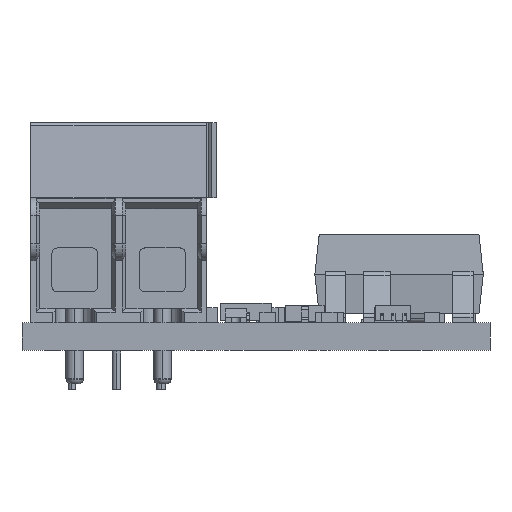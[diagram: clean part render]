
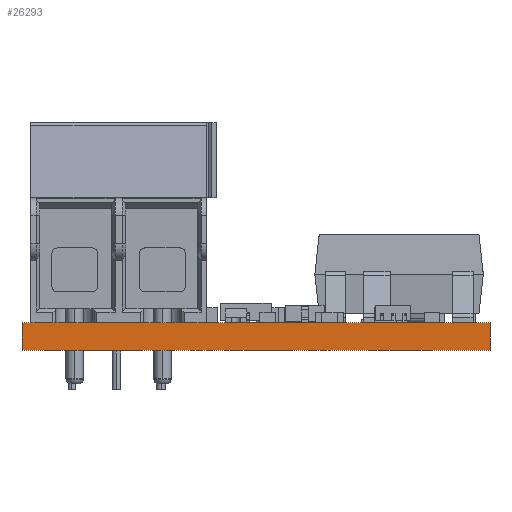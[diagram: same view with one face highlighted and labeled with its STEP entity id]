
A CAD part, front view. The second image highlights one B-rep face of the part: STEP entity #26293.
In plain terms, the highlighted planar face has unit normal (0, -1, 0).
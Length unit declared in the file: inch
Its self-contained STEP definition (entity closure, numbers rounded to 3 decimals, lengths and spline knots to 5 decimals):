
#174 = VERTEX_POINT ( 'NONE', #16010 ) ;
#1570 = EDGE_CURVE ( 'NONE', #22331, #14171, #27377, .T. ) ;
#2413 = EDGE_CURVE ( 'NONE', #14171, #19631, #5890, .T. ) ;
#4043 = VECTOR ( 'NONE', #15430, 39.37008 ) ;
#4124 = CARTESIAN_POINT ( 'NONE',  ( 0., 0., 0. ) ) ;
#4510 = LINE ( 'NONE', #26761, #4596 ) ;
#4596 = VECTOR ( 'NONE', #6642, 39.37008 ) ;
#5890 = LINE ( 'NONE', #16092, #4043 ) ;
#6099 = ORIENTED_EDGE ( 'NONE', *, *, #1570, .T. ) ;
#6642 = DIRECTION ( 'NONE',  ( 1., 0., 0. ) ) ;
#10648 = ORIENTED_EDGE ( 'NONE', *, *, #14099, .F. ) ;
#11786 = ORIENTED_EDGE ( 'NONE', *, *, #2413, .T. ) ;
#13032 = ORIENTED_EDGE ( 'NONE', *, *, #31686, .F. ) ;
#14099 = EDGE_CURVE ( 'NONE', #174, #19631, #4510, .T. ) ;
#14171 = VERTEX_POINT ( 'NONE', #35938 ) ;
#15430 = DIRECTION ( 'NONE',  ( 0., 0., 1. ) ) ;
#16010 = CARTESIAN_POINT ( 'NONE',  ( 0., 0., 0.0622 ) ) ;
#16013 = FACE_OUTER_BOUND ( 'NONE', #27703, .T. ) ;
#16092 = CARTESIAN_POINT ( 'NONE',  ( 1.05, 0., 0. ) ) ;
#18819 = VECTOR ( 'NONE', #26169, 39.37008 ) ;
#19069 = LINE ( 'NONE', #26177, #18819 ) ;
#19631 = VERTEX_POINT ( 'NONE', #31315 ) ;
#22331 = VERTEX_POINT ( 'NONE', #4124 ) ;
#23239 = AXIS2_PLACEMENT_3D ( 'NONE', #31717, #31538, #31450 ) ;
#23600 = VECTOR ( 'NONE', #35786, 39.37008 ) ;
#26169 = DIRECTION ( 'NONE',  ( 0., 0., 1. ) ) ;
#26177 = CARTESIAN_POINT ( 'NONE',  ( 0., 0., 0. ) ) ;
#26293 = ADVANCED_FACE ( 'NONE', ( #16013 ), #32467, .F. ) ;
#26761 = CARTESIAN_POINT ( 'NONE',  ( 0., 0., 0.0622 ) ) ;
#27377 = LINE ( 'NONE', #36052, #23600 ) ;
#27703 = EDGE_LOOP ( 'NONE', ( #13032, #6099, #11786, #10648 ) ) ;
#31315 = CARTESIAN_POINT ( 'NONE',  ( 1.05, 0., 0.0622 ) ) ;
#31450 = DIRECTION ( 'NONE',  ( 0., 0., 1. ) ) ;
#31538 = DIRECTION ( 'NONE',  ( 0., 1., 0. ) ) ;
#31686 = EDGE_CURVE ( 'NONE', #22331, #174, #19069, .T. ) ;
#31717 = CARTESIAN_POINT ( 'NONE',  ( 0., 0., 0. ) ) ;
#32467 = PLANE ( 'NONE',  #23239 ) ;
#35786 = DIRECTION ( 'NONE',  ( 1., 0., 0. ) ) ;
#35938 = CARTESIAN_POINT ( 'NONE',  ( 1.05, 0., 0. ) ) ;
#36052 = CARTESIAN_POINT ( 'NONE',  ( 0., 0., 0. ) ) ;
